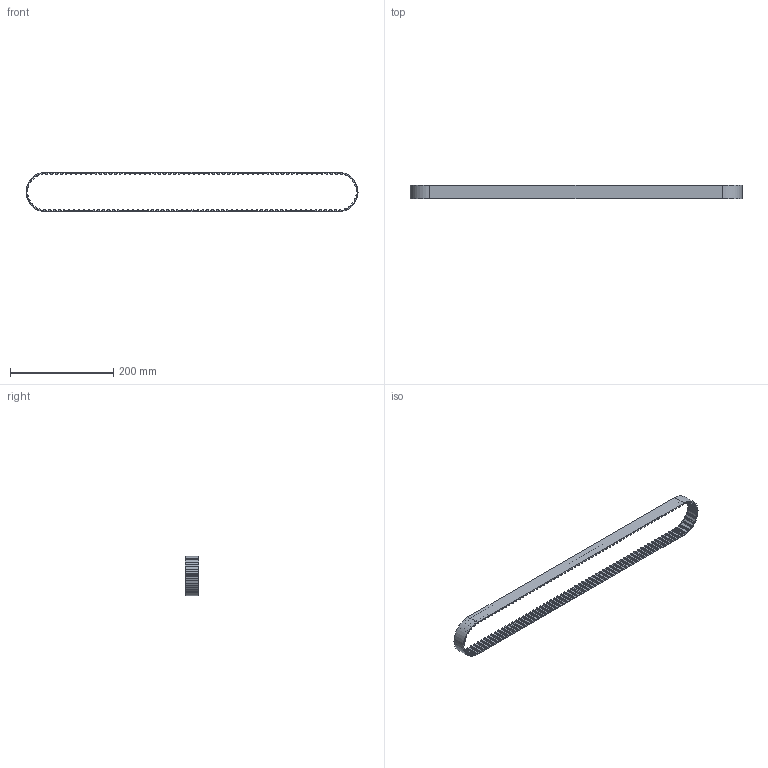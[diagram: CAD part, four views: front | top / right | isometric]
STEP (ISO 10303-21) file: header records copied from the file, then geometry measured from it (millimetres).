
FILE_DESCRIPTION (( 'STEP AP214' ), '1' );
FILE_NAME ('540L100NG.step', '2015-04-08T22:58:17', ( '' ), ( '' ), 'SwSTEP 2.0', 'SolidWorks 2014', '' );
FILE_SCHEMA (( 'AUTOMOTIVE_DESIGN' ));
Length unit declared in the file: inch
Products named in the file (1): 540L100NG
Bounding box: 642.31 x 25.4 x 76.2 mm (x, y, z)
Volume: 80389.1 mm3; surface area: 84107.1 mm2
Topology: 1 solids, 1 shells, 1168 faces, 3498 edges, 2332 vertices
Faces by surface type: cylinder 615, plane 553
Entity records: 39776 total; most frequent: DIRECTION 7066, CARTESIAN_POINT 6999, ORIENTED_EDGE 6996, EDGE_CURVE 3498, AXIS2_PLACEMENT_3D 2399, VERTEX_POINT 2332, LINE 2268, VECTOR 2268
